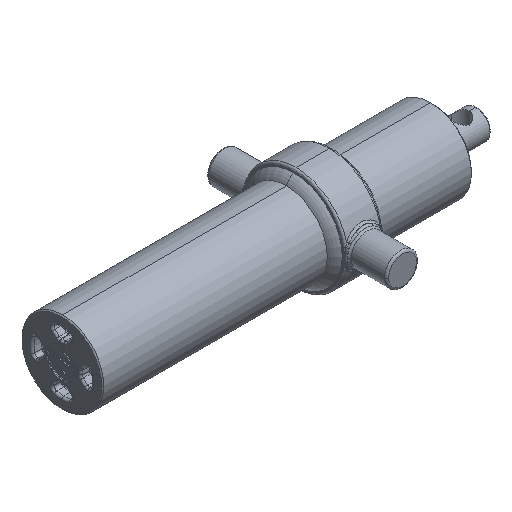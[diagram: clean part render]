
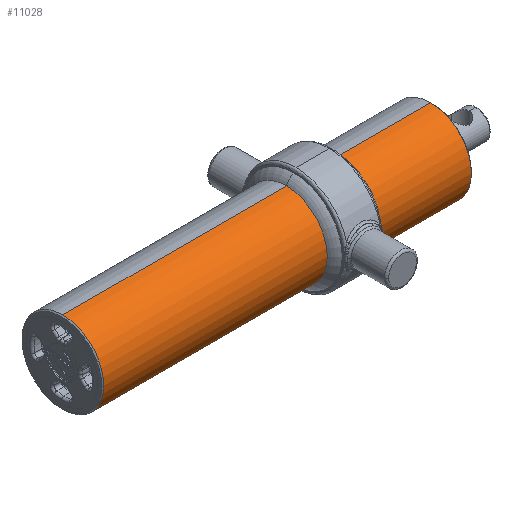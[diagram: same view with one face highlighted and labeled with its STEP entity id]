
A CAD part, isometric view. The second image highlights one B-rep face of the part: STEP entity #11028.
In plain terms, the highlighted cylindrical face has radius 38.15 mm (diameter 76.3 mm), a partial arc.
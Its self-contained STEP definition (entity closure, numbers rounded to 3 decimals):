
#313 = VECTOR ( 'NONE', #2952, 1000. ) ;
#316 = CARTESIAN_POINT ( 'NONE',  ( 1., 0., 0. ) ) ;
#1292 = ORIENTED_EDGE ( 'NONE', *, *, #8213, .F. ) ;
#1356 = DIRECTION ( 'NONE',  ( 0., 0., -1. ) ) ;
#1518 = VERTEX_POINT ( 'NONE', #9471 ) ;
#2272 = VERTEX_POINT ( 'NONE', #4693 ) ;
#2587 = CARTESIAN_POINT ( 'NONE',  ( -10.647, 0., 0. ) ) ;
#2808 = CYLINDRICAL_SURFACE ( 'NONE', #8427, 38.15 ) ;
#2952 = DIRECTION ( 'NONE',  ( -1., 0., 0. ) ) ;
#3117 = LINE ( 'NONE', #5963, #8657 ) ;
#3963 = EDGE_CURVE ( 'NONE', #2272, #5721, #5878, .T. ) ;
#4693 = CARTESIAN_POINT ( 'NONE',  ( 344., 0., 38.15 ) ) ;
#4848 = ORIENTED_EDGE ( 'NONE', *, *, #12621, .F. ) ;
#4937 = CARTESIAN_POINT ( 'NONE',  ( 344., 0., 0. ) ) ;
#5717 = DIRECTION ( 'NONE',  ( -1., 0., 0. ) ) ;
#5721 = VERTEX_POINT ( 'NONE', #10199 ) ;
#5725 = AXIS2_PLACEMENT_3D ( 'NONE', #4937, #12281, #6007 ) ;
#5878 = LINE ( 'NONE', #10281, #313 ) ;
#5963 = CARTESIAN_POINT ( 'NONE',  ( -10.647, 0., -38.15 ) ) ;
#6007 = DIRECTION ( 'NONE',  ( 0., 0., -1. ) ) ;
#6969 = DIRECTION ( 'NONE',  ( -1., 0., 0. ) ) ;
#7606 = DIRECTION ( 'NONE',  ( -1., 0., 0. ) ) ;
#7825 = ORIENTED_EDGE ( 'NONE', *, *, #3963, .T. ) ;
#8078 = CIRCLE ( 'NONE', #9833, 38.15 ) ;
#8213 = EDGE_CURVE ( 'NONE', #9319, #5721, #8078, .T. ) ;
#8427 = AXIS2_PLACEMENT_3D ( 'NONE', #2587, #5717, #9920 ) ;
#8657 = VECTOR ( 'NONE', #6969, 1000. ) ;
#9319 = VERTEX_POINT ( 'NONE', #9926 ) ;
#9424 = EDGE_LOOP ( 'NONE', ( #9902, #7825, #1292, #4848 ) ) ;
#9471 = CARTESIAN_POINT ( 'NONE',  ( 344., 0., -38.15 ) ) ;
#9833 = AXIS2_PLACEMENT_3D ( 'NONE', #316, #7606, #1356 ) ;
#9902 = ORIENTED_EDGE ( 'NONE', *, *, #10495, .T. ) ;
#9920 = DIRECTION ( 'NONE',  ( 0., 0., -1. ) ) ;
#9926 = CARTESIAN_POINT ( 'NONE',  ( 1., 0., -38.15 ) ) ;
#10192 = CIRCLE ( 'NONE', #5725, 38.15 ) ;
#10199 = CARTESIAN_POINT ( 'NONE',  ( 1., 0., 38.15 ) ) ;
#10281 = CARTESIAN_POINT ( 'NONE',  ( -10.647, 0., 38.15 ) ) ;
#10495 = EDGE_CURVE ( 'NONE', #1518, #2272, #10192, .T. ) ;
#11028 = ADVANCED_FACE ( 'NONE', ( #11180 ), #2808, .T. ) ;
#11180 = FACE_OUTER_BOUND ( 'NONE', #9424, .T. ) ;
#12281 = DIRECTION ( 'NONE',  ( -1., 0., 0. ) ) ;
#12621 = EDGE_CURVE ( 'NONE', #1518, #9319, #3117, .T. ) ;
